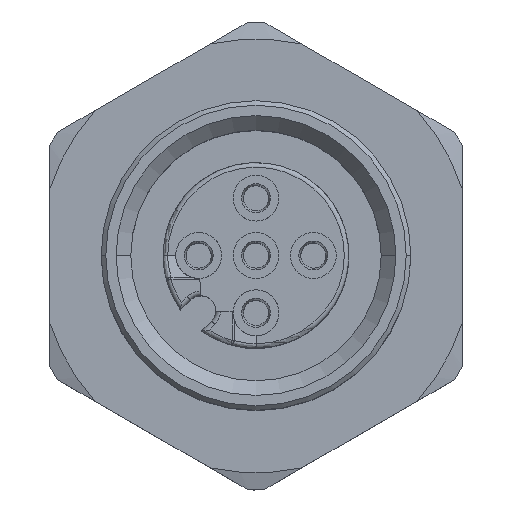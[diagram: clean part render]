
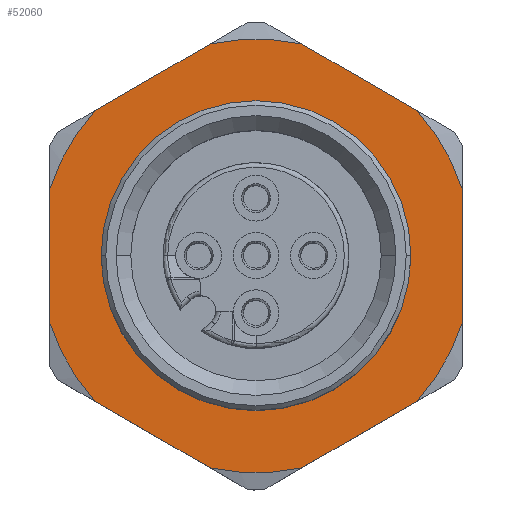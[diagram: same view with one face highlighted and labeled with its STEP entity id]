
A CAD part, top view. The second image highlights one B-rep face of the part: STEP entity #52060.
In plain terms, the highlighted planar face has unit normal (0, 0, 1).
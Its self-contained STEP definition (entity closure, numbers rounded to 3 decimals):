
#9680=CARTESIAN_POINT('',(-6.75,0.,24.8))
;
#9690=VERTEX_POINT('',#9680);
#9720=CARTESIAN_POINT('',(0.,0.,24.8));
#9730=DIRECTION('',(0.,0.,1.));
#9740=DIRECTION('',(1.,0.,0.));
#9750=AXIS2_PLACEMENT_3D('',#9720,#9730,#9740);
#9760=CIRCLE('',#9750,6.75);
#9770=CARTESIAN_POINT('',(6.75,0.,24.8));
#9780=VERTEX_POINT('',#9770);
#9790=EDGE_CURVE('',#9780,#9690,#9760,.T.);
#30240=CARTESIAN_POINT('',(1.994,9.241,24.8));
#30250=VERTEX_POINT('',#30240);
#30280=CARTESIAN_POINT('',(0.,0.,24.8));
#30290=DIRECTION('',(0.,0.,1.));
#30300=DIRECTION('',(0.,-1.,0.));
#30310=AXIS2_PLACEMENT_3D('',#30280,#30290,#30300);
#30320=CIRCLE('',#30310,9.454);
#30330=CARTESIAN_POINT('',(-1.994,9.241,24.8));
#30340=VERTEX_POINT('',#30330);
#30350=EDGE_CURVE('',#30250,#30340,#30320,.T.);
#32540=CARTESIAN_POINT('',(0.,0.,24.8));
#32550=DIRECTION('',(0.,0.,1.));
#32560=DIRECTION('',(0.,-1.,0.));
#32570=AXIS2_PLACEMENT_3D('',#32540,#32550,#32560);
#32580=CIRCLE('',#32570,9.454);
#32590=CARTESIAN_POINT('',(-1.994,-9.241,24.8));
#32600=VERTEX_POINT('',#32590);
#32610=CARTESIAN_POINT('',(1.994,-9.241,24.8));
#32620=VERTEX_POINT('',#32610);
#32630=EDGE_CURVE('',#32600,#32620,#32580,.T.);
#40750=CARTESIAN_POINT('',(-9.,-2.893,24.8));
#40760=VERTEX_POINT('',#40750);
#40790=CARTESIAN_POINT('',(0.,0.,24.8));
#40800=DIRECTION('',(0.,0.,1.));
#40810=DIRECTION('',(0.,-1.,0.));
#40820=AXIS2_PLACEMENT_3D('',#40790,#40800,#40810);
#40830=CIRCLE('',#40820,9.454);
#40840=CARTESIAN_POINT('',(-7.006,-6.348,24.8));
#40850=VERTEX_POINT('',#40840);
#40860=EDGE_CURVE('',#40760,#40850,#40830,.T.);
#41600=CARTESIAN_POINT('',(-7.006,6.348,24.8));
#41610=VERTEX_POINT('',#41600);
#41640=CARTESIAN_POINT('',(0.,0.,24.8));
#41650=DIRECTION('',(0.,0.,1.));
#41660=DIRECTION('',(0.,-1.,0.));
#41670=AXIS2_PLACEMENT_3D('',#41640,#41650,#41660);
#41680=CIRCLE('',#41670,9.454);
#41690=CARTESIAN_POINT('',(-9.,2.893,24.8));
#41700=VERTEX_POINT('',#41690);
#41710=EDGE_CURVE('',#41610,#41700,#41680,.T.);
#42850=CARTESIAN_POINT('',(0.,0.,24.8));
#42860=DIRECTION('',(0.,0.,1.));
#42870=DIRECTION('',(0.,-1.,0.));
#42880=AXIS2_PLACEMENT_3D('',#42850,#42860,#42870);
#42890=CIRCLE('',#42880,9.454);
#42900=CARTESIAN_POINT('',(9.,2.893,24.8));
#42910=VERTEX_POINT('',#42900);
#42920=CARTESIAN_POINT('',(7.006,6.348,24.8));
#42930=VERTEX_POINT('',#42920);
#42940=EDGE_CURVE('',#42910,#42930,#42890,.T.);
#44800=CARTESIAN_POINT('',(7.006,-6.348,24.8));
#44810=DIRECTION('',(-0.866,-0.5,0.));
#44820=VECTOR('',#44810,5.786);
#44830=LINE('',#44800,#44820);
#44840=CARTESIAN_POINT('',(7.006,-6.348,24.8));
#44850=VERTEX_POINT('',#44840);
#44860=EDGE_CURVE('',#44850,#32620,#44830,.T.);
#45580=CARTESIAN_POINT('',(-9.,-2.893,24.8));
#45590=DIRECTION('',(0.,1.,0.));
#45600=VECTOR('',#45590,5.786);
#45610=LINE('',#45580,#45600);
#45620=EDGE_CURVE('',#40760,#41700,#45610,.T.);
#46030=CARTESIAN_POINT('',(-7.006,6.348,24.8));
#46040=DIRECTION('',(0.866,0.5,0.));
#46050=VECTOR('',#46040,5.786);
#46060=LINE('',#46030,#46050);
#46070=EDGE_CURVE('',#41610,#30340,#46060,.T.);
#46430=CARTESIAN_POINT('',(1.994,9.241,24.8));
#46440=DIRECTION('',(0.866,-0.5,0.));
#46450=VECTOR('',#46440,5.786);
#46460=LINE('',#46430,#46450);
#46470=EDGE_CURVE('',#30250,#42930,#46460,.T.);
#50230=CARTESIAN_POINT('',(0.,0.,24.8));
#50240=DIRECTION('',(0.,0.,1.));
#50250=DIRECTION('',(0.,-1.,0.));
#50260=AXIS2_PLACEMENT_3D('',#50230,#50240,#50250);
#50270=CIRCLE('',#50260,9.454);
#50280=CARTESIAN_POINT('',(9.,-2.893,24.8));
#50290=VERTEX_POINT('',#50280);
#50300=EDGE_CURVE('',#44850,#50290,#50270,.T.);
#51720=CARTESIAN_POINT('',(-9.9,-10.396,24.8));
#51730=DIRECTION('',(0.,0.,1.));
#51740=DIRECTION('',(1.,0.,0.));
#51750=AXIS2_PLACEMENT_3D('',#51720,#51730,#51740);
#51760=PLANE('',#51750);
#51770=CARTESIAN_POINT('',(9.,2.893,24.8));
#51780=DIRECTION('',(0.,-1.,0.));
#51790=VECTOR('',#51780,5.786);
#51800=LINE('',#51770,#51790);
#51810=EDGE_CURVE('',#42910,#50290,#51800,.T.);
#51820=ORIENTED_EDGE('',*,*,#51810,.F.);
#51830=ORIENTED_EDGE('',*,*,#50300,.T.);
#51840=ORIENTED_EDGE('',*,*,#44860,.F.);
#51850=ORIENTED_EDGE('',*,*,#32630,.T.);
#51860=CARTESIAN_POINT('',(-1.994,-9.241,24.8));
#51870=DIRECTION('',(-0.866,0.5,0.));
#51880=VECTOR('',#51870,5.786);
#51890=LINE('',#51860,#51880);
#51900=EDGE_CURVE('',#32600,#40850,#51890,.T.);
#51910=ORIENTED_EDGE('',*,*,#51900,.F.);
#51920=ORIENTED_EDGE('',*,*,#40860,.T.);
#51930=ORIENTED_EDGE('',*,*,#45620,.F.);
#51940=ORIENTED_EDGE('',*,*,#41710,.T.);
#51950=ORIENTED_EDGE('',*,*,#46070,.F.);
#51960=ORIENTED_EDGE('',*,*,#30350,.T.);
#51970=ORIENTED_EDGE('',*,*,#46470,.F.);
#51980=ORIENTED_EDGE('',*,*,#42940,.T.);
#51990=EDGE_LOOP('',(#51980,#51970,#51960,#51950,#51940,#51930,#51920,
#51910,#51850,#51840,#51830,#51820));
#52000=FACE_OUTER_BOUND('',#51990,.T.);
#52010=EDGE_CURVE('',#9690,#9780,#9760,.T.);
#52020=ORIENTED_EDGE('',*,*,#52010,.F.);
#52030=ORIENTED_EDGE('',*,*,#9790,.F.);
#52040=EDGE_LOOP('',(#52030,#52020));
#52050=FACE_BOUND('',#52040,.T.);
#52060=ADVANCED_FACE('',(#52000,#52050),#51760,.T.);
